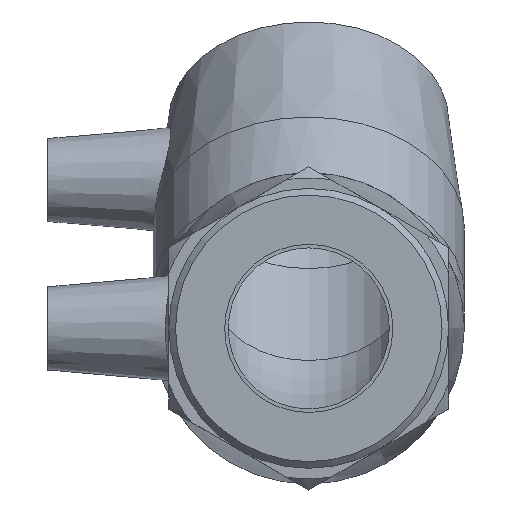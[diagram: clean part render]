
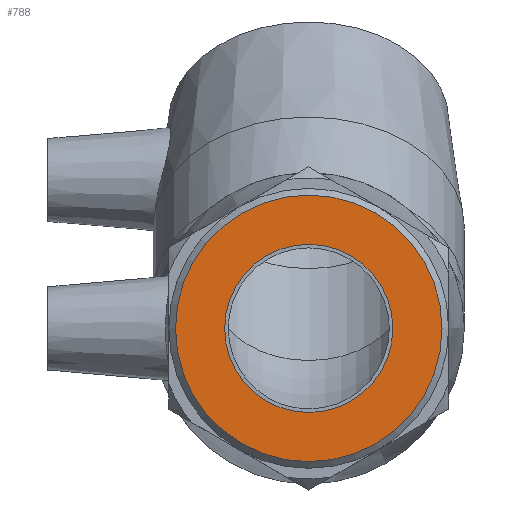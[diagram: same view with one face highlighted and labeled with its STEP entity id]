
A CAD part, left-side view. The second image highlights one B-rep face of the part: STEP entity #788.
In plain terms, the highlighted planar face has unit normal (-1, 0, 0).
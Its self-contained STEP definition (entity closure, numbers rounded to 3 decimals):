
#106=PLANE('',#858);
#136=FACE_BOUND('',#238,.T.);
#172=FACE_OUTER_BOUND('',#237,.T.);
#237=EDGE_LOOP('',(#567));
#238=EDGE_LOOP('',(#568));
#329=CIRCLE('',#856,24.);
#331=CIRCLE('',#859,15.146);
#381=VERTEX_POINT('',#1225);
#383=VERTEX_POINT('',#1230);
#459=EDGE_CURVE('',#381,#381,#329,.T.);
#461=EDGE_CURVE('',#383,#383,#331,.T.);
#567=ORIENTED_EDGE('',*,*,#459,.F.);
#568=ORIENTED_EDGE('',*,*,#461,.T.);
#788=ADVANCED_FACE('',(#172,#136),#106,.T.);
#856=AXIS2_PLACEMENT_3D('',#1226,#978,#979);
#858=AXIS2_PLACEMENT_3D('',#1229,#982,#983);
#859=AXIS2_PLACEMENT_3D('',#1231,#984,#985);
#978=DIRECTION('center_axis',(1.,0.,0.));
#979=DIRECTION('ref_axis',(0.,0.,1.));
#982=DIRECTION('center_axis',(-1.,0.,0.));
#983=DIRECTION('ref_axis',(0.,0.,1.));
#984=DIRECTION('center_axis',(1.,0.,0.));
#985=DIRECTION('ref_axis',(0.,0.,-1.));
#1225=CARTESIAN_POINT('',(-77.827,0.,-24.));
#1226=CARTESIAN_POINT('Origin',(-77.827,0.,0.));
#1229=CARTESIAN_POINT('Origin',(-77.827,0.,-25.2));
#1230=CARTESIAN_POINT('',(-77.827,0.,-15.146));
#1231=CARTESIAN_POINT('Origin',(-77.827,0.,0.));
